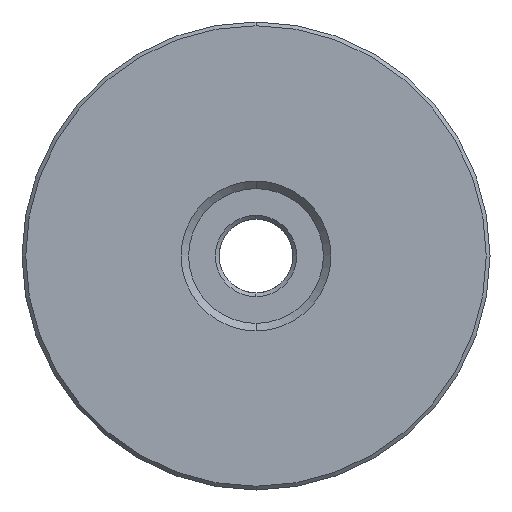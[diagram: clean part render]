
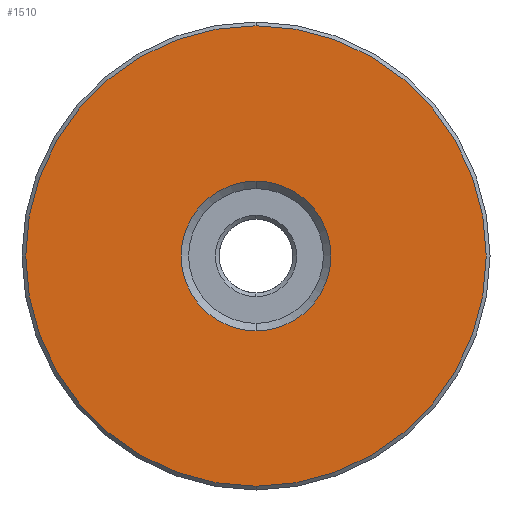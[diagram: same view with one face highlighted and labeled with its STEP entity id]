
A CAD part, front view. The second image highlights one B-rep face of the part: STEP entity #1510.
In plain terms, the highlighted planar face has unit normal (0, -1, 0).
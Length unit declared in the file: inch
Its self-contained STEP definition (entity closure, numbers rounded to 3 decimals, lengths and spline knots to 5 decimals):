
#93 = FACE_OUTER_BOUND ( 'NONE', #1080, .T. ) ;
#175 = FACE_BOUND ( 'NONE', #1164, .T. ) ;
#350 = AXIS2_PLACEMENT_3D ( 'NONE', #1453, #1452, #1442 ) ;
#426 = CARTESIAN_POINT ( 'NONE',  ( 0., -0.37402, -0.2 ) ) ;
#437 = CARTESIAN_POINT ( 'NONE',  ( 0., -0.37402, 0.2 ) ) ;
#514 = CARTESIAN_POINT ( 'NONE',  ( 0., -0.37402, -0.615 ) ) ;
#531 = CARTESIAN_POINT ( 'NONE',  ( 0., -0.37402, 0.615 ) ) ;
#714 = DIRECTION ( 'NONE',  ( 0., 0., 1. ) ) ;
#715 = DIRECTION ( 'NONE',  ( 0., 1., 0. ) ) ;
#717 = CARTESIAN_POINT ( 'NONE',  ( 0., -0.37402, 0. ) ) ;
#948 = VERTEX_POINT ( 'NONE', #426 ) ;
#975 = ORIENTED_EDGE ( 'NONE', *, *, #2084, .T. ) ;
#1001 = VERTEX_POINT ( 'NONE', #437 ) ;
#1015 = ORIENTED_EDGE ( 'NONE', *, *, #2076, .T. ) ;
#1023 = ORIENTED_EDGE ( 'NONE', *, *, #2102, .T. ) ;
#1029 = ORIENTED_EDGE ( 'NONE', *, *, #2121, .T. ) ;
#1080 = EDGE_LOOP ( 'NONE', ( #1023, #975 ) ) ;
#1112 = VERTEX_POINT ( 'NONE', #514 ) ;
#1135 = VERTEX_POINT ( 'NONE', #531 ) ;
#1164 = EDGE_LOOP ( 'NONE', ( #1029, #1015 ) ) ;
#1442 = DIRECTION ( 'NONE',  ( 0., 0., 1. ) ) ;
#1452 = DIRECTION ( 'NONE',  ( 0., 1., 0. ) ) ;
#1453 = CARTESIAN_POINT ( 'NONE',  ( 0.625, -0.37402, 0. ) ) ;
#1461 = PLANE ( 'NONE',  #350 ) ;
#1510 = ADVANCED_FACE ( 'NONE', ( #93, #175 ), #1461, .F. ) ;
#1771 = CARTESIAN_POINT ( 'NONE',  ( 0., -0.37402, 0. ) ) ;
#1779 = DIRECTION ( 'NONE',  ( 0., -1., 0. ) ) ;
#1780 = CARTESIAN_POINT ( 'NONE',  ( 0., -0.37402, 0. ) ) ;
#1784 = DIRECTION ( 'NONE',  ( 0., 0., 1. ) ) ;
#1793 = DIRECTION ( 'NONE',  ( 0., -1., 0. ) ) ;
#1847 = DIRECTION ( 'NONE',  ( 0., 0., 1. ) ) ;
#1855 = DIRECTION ( 'NONE',  ( 0., 1., 0. ) ) ;
#1856 = CARTESIAN_POINT ( 'NONE',  ( 0., -0.37402, 0. ) ) ;
#1867 = DIRECTION ( 'NONE',  ( 0., 0., 1. ) ) ;
#2076 = EDGE_CURVE ( 'NONE', #1001, #948, #2198, .T. ) ;
#2084 = EDGE_CURVE ( 'NONE', #1112, #1135, #2236, .T. ) ;
#2102 = EDGE_CURVE ( 'NONE', #1135, #1112, #2305, .T. ) ;
#2121 = EDGE_CURVE ( 'NONE', #948, #1001, #2267, .T. ) ;
#2149 = AXIS2_PLACEMENT_3D ( 'NONE', #1771, #1793, #1847 ) ;
#2152 = AXIS2_PLACEMENT_3D ( 'NONE', #1780, #1779, #1784 ) ;
#2158 = AXIS2_PLACEMENT_3D ( 'NONE', #717, #715, #714 ) ;
#2184 = AXIS2_PLACEMENT_3D ( 'NONE', #1856, #1855, #1867 ) ;
#2198 = CIRCLE ( 'NONE', #2158, 0.2 ) ;
#2236 = CIRCLE ( 'NONE', #2152, 0.615 ) ;
#2267 = CIRCLE ( 'NONE', #2184, 0.2 ) ;
#2305 = CIRCLE ( 'NONE', #2149, 0.615 ) ;
